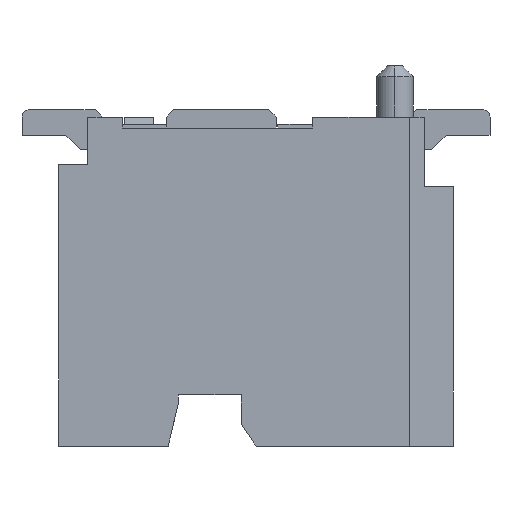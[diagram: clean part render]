
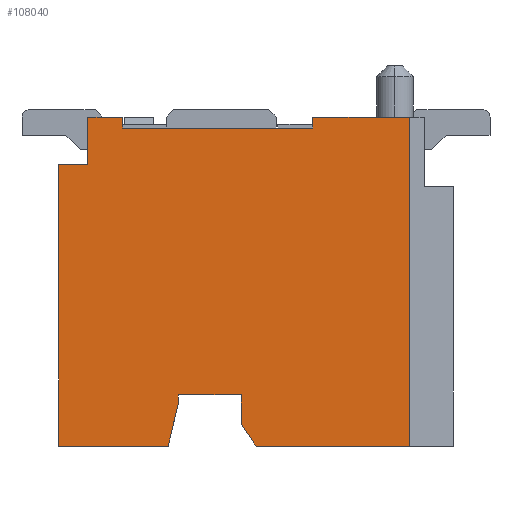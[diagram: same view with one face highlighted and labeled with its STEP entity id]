
A CAD part, left-side view. The second image highlights one B-rep face of the part: STEP entity #108040.
In plain terms, the highlighted planar face has unit normal (-1, 0, 0).
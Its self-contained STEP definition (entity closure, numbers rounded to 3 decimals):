
#7630=CARTESIAN_POINT('',(13.926,3.304,4.5));
#7640=VERTEX_POINT('',#7630);
#7670=CARTESIAN_POINT('',(13.926,3.304,0.));
#7680=DIRECTION('',(0.,0.,1.));
#7690=VECTOR('',#7680,1.);
#7700=LINE('',#7670,#7690);
#7710=CARTESIAN_POINT('',(13.926,3.304,3.85));
#7720=VERTEX_POINT('',#7710);
#7730=EDGE_CURVE('',#7720,#7640,#7700,.T.);
#11130=CARTESIAN_POINT('',(13.926,2.829,4.35));
#11140=VERTEX_POINT('',#11130);
#11170=CARTESIAN_POINT('',(13.926,2.829,0.));
#11180=DIRECTION('',(-0.,0.,-1.));
#11190=VECTOR('',#11180,1.);
#11200=LINE('',#11170,#11190);
#11210=CARTESIAN_POINT('',(13.926,2.829,4.5));
#11220=VERTEX_POINT('',#11210);
#11230=EDGE_CURVE('',#11220,#11140,#11200,.T.);
#15640=CARTESIAN_POINT('',(13.926,1.004,0.));
#15650=VERTEX_POINT('',#15640);
#15680=CARTESIAN_POINT('',(13.926,0.,0.));
#15690=DIRECTION('',(0.,1.,0.));
#15700=VECTOR('',#15690,1.);
#15710=LINE('',#15680,#15700);
#15720=CARTESIAN_POINT('',(13.926,-1.096,0.));
#15730=VERTEX_POINT('',#15720);
#15740=EDGE_CURVE('',#15730,#15650,#15710,.T.);
#23590=CARTESIAN_POINT('',(13.926,0.229,4.5));
#23600=VERTEX_POINT('',#23590);
#23630=CARTESIAN_POINT('',(13.926,0.229,0.));
#23640=DIRECTION('',(0.,0.,1.));
#23650=VECTOR('',#23640,1.);
#23660=LINE('',#23630,#23650);
#23670=CARTESIAN_POINT('',(13.926,0.229,4.35));
#23680=VERTEX_POINT('',#23670);
#23690=EDGE_CURVE('',#23680,#23600,#23660,.T.);
#24650=CARTESIAN_POINT('',(13.926,1.004,0.));
#24660=DIRECTION('',(0.,0.555,0.832));
#24670=VECTOR('',#24660,1.);
#24680=LINE('',#24650,#24670);
#24690=CARTESIAN_POINT('',(13.926,1.204,0.3));
#24700=VERTEX_POINT('',#24690);
#24710=EDGE_CURVE('',#15650,#24700,#24680,.T.);
#41710=CARTESIAN_POINT('',(13.926,-1.096,0.));
#41720=DIRECTION('',(0.,-0.,1.));
#41730=VECTOR('',#41720,1.);
#41740=LINE('',#41710,#41730);
#41750=CARTESIAN_POINT('',(13.926,-1.096,4.5));
#41760=VERTEX_POINT('',#41750);
#41770=EDGE_CURVE('',#15730,#41760,#41740,.T.);
#51730=CARTESIAN_POINT('',(13.926,2.064,0.7));
#51740=VERTEX_POINT('',#51730);
#51770=CARTESIAN_POINT('',(13.926,0.,0.7));
#51780=DIRECTION('',(0.,1.,0.));
#51790=VECTOR('',#51780,1.);
#51800=LINE('',#51770,#51790);
#51810=CARTESIAN_POINT('',(13.926,1.204,0.7));
#51820=VERTEX_POINT('',#51810);
#51830=EDGE_CURVE('',#51820,#51740,#51800,.T.);
#53890=CARTESIAN_POINT('',(13.926,0.,4.35));
#53900=DIRECTION('',(-0.,-1.,0.));
#53910=VECTOR('',#53900,1.);
#53920=LINE('',#53890,#53910);
#53930=EDGE_CURVE('',#11140,#23680,#53920,.T.);
#65080=CARTESIAN_POINT('',(13.926,0.,3.85));
#65090=DIRECTION('',(0.,1.,-0.));
#65100=VECTOR('',#65090,1.);
#65110=LINE('',#65080,#65100);
#65120=CARTESIAN_POINT('',(13.926,3.704,3.85));
#65130=VERTEX_POINT('',#65120);
#65140=EDGE_CURVE('',#7720,#65130,#65110,.T.);
#77350=CARTESIAN_POINT('',(13.926,0.,4.5));
#77360=DIRECTION('',(-0.,-1.,0.));
#77370=VECTOR('',#77360,1.);
#77380=LINE('',#77350,#77370);
#77390=EDGE_CURVE('',#7640,#11220,#77380,.T.);
#92470=CARTESIAN_POINT('',(13.926,0.,4.5));
#92480=DIRECTION('',(-0.,-1.,0.));
#92490=VECTOR('',#92480,1.);
#92500=LINE('',#92470,#92490);
#92510=EDGE_CURVE('',#23600,#41760,#92500,.T.);
#105840=CARTESIAN_POINT('',(13.926,2.064,0.));
#105850=DIRECTION('',(-0.,0.,-1.));
#105860=VECTOR('',#105850,1.);
#105870=LINE('',#105840,#105860);
#105880=CARTESIAN_POINT('',(13.926,2.064,0.6));
#105890=VERTEX_POINT('',#105880);
#105900=EDGE_CURVE('',#51740,#105890,#105870,.T.);
#107060=CARTESIAN_POINT('',(13.926,3.704,0.));
#107070=DIRECTION('',(0.,0.,1.));
#107080=VECTOR('',#107070,1.);
#107090=LINE('',#107060,#107080);
#107100=CARTESIAN_POINT('',(13.926,3.704,0.));
#107110=VERTEX_POINT('',#107100);
#107120=EDGE_CURVE('',#107110,#65130,#107090,.T.);
#107340=CARTESIAN_POINT('',(13.926,0.,0.));
#107350=DIRECTION('',(0.,1.,0.));
#107360=VECTOR('',#107350,1.);
#107370=LINE('',#107340,#107360);
#107380=CARTESIAN_POINT('',(13.926,2.204,0.));
#107390=VERTEX_POINT('',#107380);
#107400=EDGE_CURVE('',#107390,#107110,#107370,.T.);
#107600=CARTESIAN_POINT('',(13.926,2.204,0.));
#107610=DIRECTION('',(0.,0.227,-0.974));
#107620=VECTOR('',#107610,1.);
#107630=LINE('',#107600,#107620);
#107640=EDGE_CURVE('',#105890,#107390,#107630,.T.);
#107760=CARTESIAN_POINT('',(13.926,-1.216,4.613));
#107770=DIRECTION('',(-1.,0.,0.));
#107780=DIRECTION('',(0.,1.,0.));
#107790=AXIS2_PLACEMENT_3D('',#107760,#107770,#107780);
#107800=PLANE('',#107790);
#107810=ORIENTED_EDGE('',*,*,#41770,.T.);
#107820=ORIENTED_EDGE('',*,*,#15740,.F.);
#107830=ORIENTED_EDGE('',*,*,#24710,.F.);
#107840=CARTESIAN_POINT('',(13.926,1.204,0.));
#107850=DIRECTION('',(-0.,-0.,1.));
#107860=VECTOR('',#107850,1.);
#107870=LINE('',#107840,#107860);
#107880=EDGE_CURVE('',#24700,#51820,#107870,.T.);
#107890=ORIENTED_EDGE('',*,*,#107880,.F.);
#107900=ORIENTED_EDGE('',*,*,#51830,.F.);
#107910=ORIENTED_EDGE('',*,*,#105900,.F.);
#107920=ORIENTED_EDGE('',*,*,#107640,.F.);
#107930=ORIENTED_EDGE('',*,*,#107400,.F.);
#107940=ORIENTED_EDGE('',*,*,#107120,.F.);
#107950=ORIENTED_EDGE('',*,*,#65140,.T.);
#107960=ORIENTED_EDGE('',*,*,#7730,.F.);
#107970=ORIENTED_EDGE('',*,*,#77390,.F.);
#107980=ORIENTED_EDGE('',*,*,#11230,.F.);
#107990=ORIENTED_EDGE('',*,*,#53930,.F.);
#108000=ORIENTED_EDGE('',*,*,#23690,.F.);
#108010=ORIENTED_EDGE('',*,*,#92510,.F.);
#108020=EDGE_LOOP('',(#108010,#108000,#107990,#107980,#107970,#107960,
#107950,#107940,#107930,#107920,#107910,#107900,#107890,#107830,#107820,
#107810));
#108030=FACE_OUTER_BOUND('',#108020,.T.);
#108040=ADVANCED_FACE('',(#108030),#107800,.T.);
